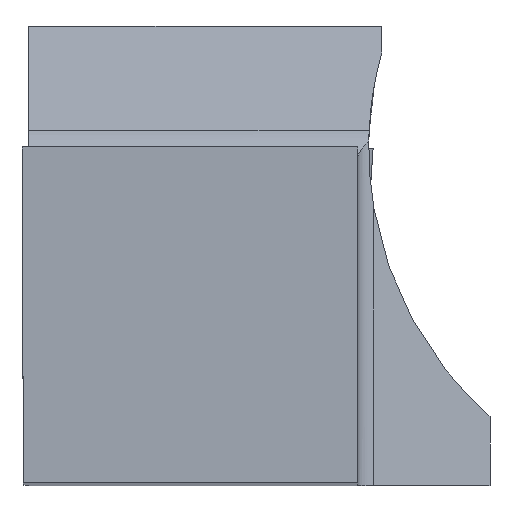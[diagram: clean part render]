
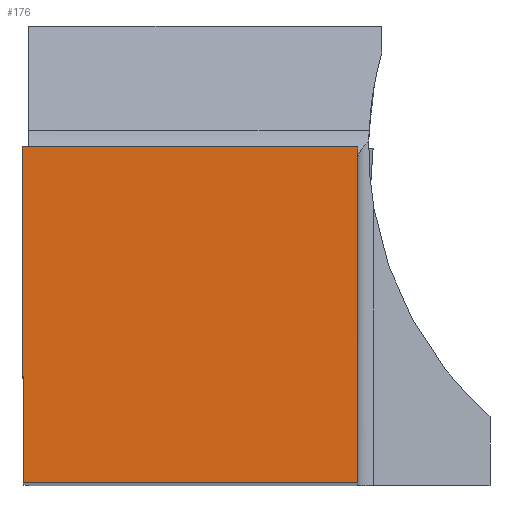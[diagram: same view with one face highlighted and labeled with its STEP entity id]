
A CAD part, top view. The second image highlights one B-rep face of the part: STEP entity #176.
In plain terms, the highlighted planar face has unit normal (0, 0, 1).
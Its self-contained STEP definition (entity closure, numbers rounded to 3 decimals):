
#121=PLANE('',#1495);
#176=ADVANCED_FACE('CU_BACK_SU1',(#254),#121,.F.);
#254=FACE_OUTER_BOUND('',#321,.T.);
#321=EDGE_LOOP('',(#797,#798,#799,#800));
#438=LINE('',#2159,#571);
#441=LINE('',#2169,#574);
#465=LINE('',#2232,#598);
#466=LINE('',#2234,#599);
#571=VECTOR('',#1650,1.);
#574=VECTOR('',#1659,1.);
#598=VECTOR('',#1707,1.);
#599=VECTOR('',#1708,1.);
#797=ORIENTED_EDGE('',*,*,#1271,.T.);
#798=ORIENTED_EDGE('',*,*,#1272,.F.);
#799=ORIENTED_EDGE('',*,*,#1244,.T.);
#800=ORIENTED_EDGE('',*,*,#1239,.T.);
#1102=VERTEX_POINT('',#2157);
#1104=VERTEX_POINT('',#2160);
#1108=VERTEX_POINT('',#2170);
#1122=VERTEX_POINT('',#2233);
#1239=EDGE_CURVE('',#1104,#1102,#438,.T.);
#1244=EDGE_CURVE('',#1108,#1104,#441,.T.);
#1271=EDGE_CURVE('',#1102,#1122,#465,.T.);
#1272=EDGE_CURVE('',#1108,#1122,#466,.T.);
#1495=AXIS2_PLACEMENT_3D('',#2235,#1709,#1710);
#1650=DIRECTION('',(0.004,-1.,0.));
#1659=DIRECTION('',(-1.,0.,0.));
#1707=DIRECTION('',(1.,0.,0.));
#1708=DIRECTION('',(0.,-1.,0.));
#1709=DIRECTION('',(0.,0.,-1.));
#1710=DIRECTION('',(0.,-1.,0.));
#2157=CARTESIAN_POINT('',(0.109,0.,0.));
#2159=CARTESIAN_POINT('',(-0.088,44.976,0.));
#2160=CARTESIAN_POINT('',(0.,24.875,0.));
#2169=CARTESIAN_POINT('',(-23.244,24.875,0.));
#2170=CARTESIAN_POINT('',(24.875,24.875,0.));
#2232=CARTESIAN_POINT('',(-23.244,0.,0.));
#2233=CARTESIAN_POINT('',(24.875,0.,0.));
#2234=CARTESIAN_POINT('',(24.875,44.875,0.));
#2235=CARTESIAN_POINT('',(-23.244,44.875,0.));
